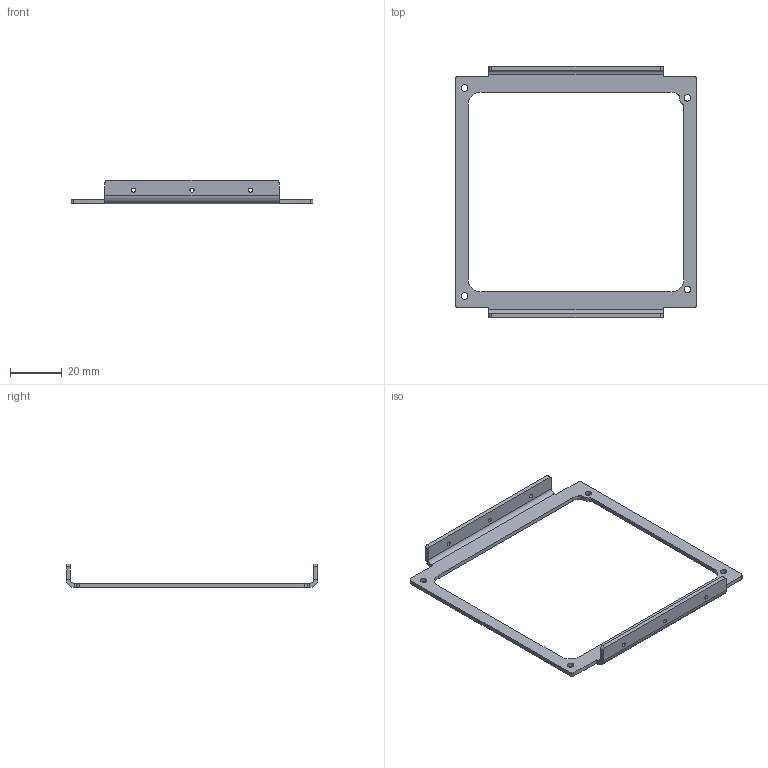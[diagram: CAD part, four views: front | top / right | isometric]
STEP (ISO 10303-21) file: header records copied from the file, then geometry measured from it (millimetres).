
FILE_DESCRIPTION(/* description */ (''),/* implementation_level */ '2;1');
FILE_NAME(/* name */ 'Z_Face_Flat_x1.step',/* time_stamp */ '2021-10-04T15:58:38-07:00',/* author */ (''),/* organization */ (''),/* preprocessor_version */ 'ST-DEVELOPER v18.1',/* originating_system */ 'Autodesk Translation Framework v10.10.0.1391',/* authorisation */ '');
FILE_SCHEMA (('AUTOMOTIVE_DESIGN { 1 0 10303 214 3 1 1 }'));
Length unit declared in the file: millimetre
Products named in the file (1): (Unsaved)
Bounding box: 93 x 96.8 x 9 mm (x, y, z)
Volume: 5223.2 mm3; surface area: 7767.7 mm2
Topology: 1 solids, 1 shells, 59 faces, 155 edges, 98 vertices
Faces by surface type: plane 30, cylinder 29
Full cylindrical faces by diameter (mm): 1.6 x6, 2.5 x4
Entity records: 1903 total; most frequent: DIRECTION 333, CARTESIAN_POINT 313, ORIENTED_EDGE 310, EDGE_CURVE 155, AXIS2_PLACEMENT_3D 118, VERTEX_POINT 98, LINE 97, VECTOR 97
